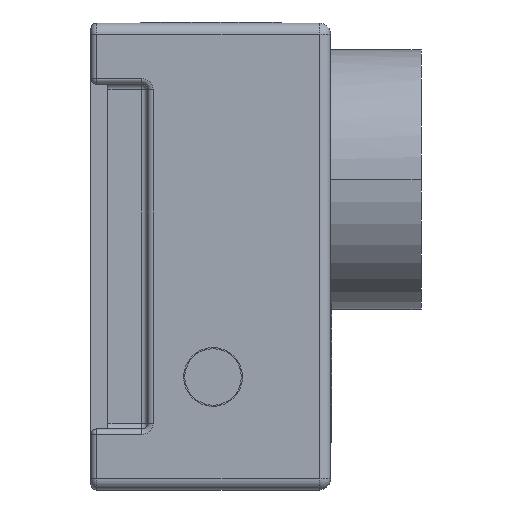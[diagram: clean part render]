
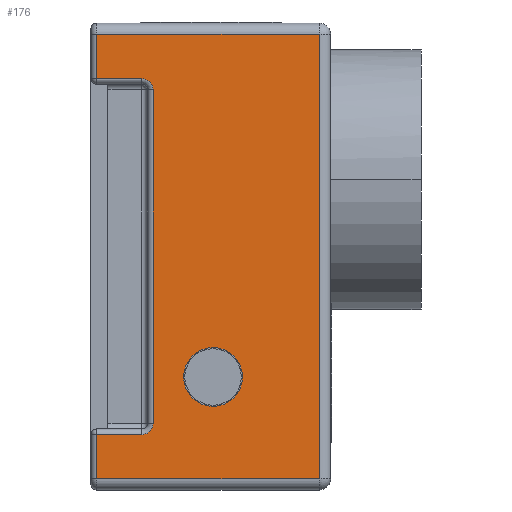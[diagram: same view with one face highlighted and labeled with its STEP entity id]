
A CAD part, front view. The second image highlights one B-rep face of the part: STEP entity #176.
In plain terms, the highlighted planar face has unit normal (0, -1, 0).
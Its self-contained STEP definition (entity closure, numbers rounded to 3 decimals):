
#52=CARTESIAN_POINT('Axis2P3D Location',(0.,0.,41.3)) ;
#76=CARTESIAN_POINT('Line Origine',(0.5,0.,2.95)) ;
#80=CARTESIAN_POINT('Vertex',(0.5,0.,4.9)) ;
#82=CARTESIAN_POINT('Vertex',(0.5,0.,1.)) ;
#85=CARTESIAN_POINT('Line Origine',(10.35,0.,1.)) ;
#89=CARTESIAN_POINT('Vertex',(20.2,0.,1.)) ;
#92=CARTESIAN_POINT('Line Origine',(20.2,0.,20.65)) ;
#96=CARTESIAN_POINT('Vertex',(20.2,0.,40.3)) ;
#99=CARTESIAN_POINT('Line Origine',(10.35,0.,40.3)) ;
#103=CARTESIAN_POINT('Vertex',(0.5,0.,40.3)) ;
#106=CARTESIAN_POINT('Line Origine',(0.5,0.,38.35)) ;
#110=CARTESIAN_POINT('Vertex',(0.5,0.,36.4)) ;
#113=CARTESIAN_POINT('Line Origine',(2.5,0.,36.4)) ;
#117=CARTESIAN_POINT('Vertex',(4.5,0.,36.4)) ;
#120=CARTESIAN_POINT('Axis2P3D Location',(4.5,0.,35.4)) ;
#124=CARTESIAN_POINT('Vertex',(5.5,0.,35.4)) ;
#127=CARTESIAN_POINT('Line Origine',(5.5,0.,20.65)) ;
#131=CARTESIAN_POINT('Vertex',(5.5,0.,5.9)) ;
#134=CARTESIAN_POINT('Axis2P3D Location',(4.5,0.,5.9)) ;
#138=CARTESIAN_POINT('Vertex',(4.5,0.,4.9)) ;
#141=CARTESIAN_POINT('Line Origine',(2.5,0.,4.9)) ;
#158=CARTESIAN_POINT('Axis2P3D Location',(10.8,0.,10.)) ;
#162=CARTESIAN_POINT('Vertex',(13.4,0.,10.)) ;
#164=CARTESIAN_POINT('Vertex',(8.2,0.,10.)) ;
#167=CARTESIAN_POINT('Axis2P3D Location',(10.8,0.,10.)) ;
#53=DIRECTION('Axis2P3D Direction',(0.,-1.,0.)) ;
#54=DIRECTION('Axis2P3D XDirection',(0.,0.,-1.)) ;
#77=DIRECTION('Vector Direction',(0.,0.,-1.)) ;
#86=DIRECTION('Vector Direction',(1.,0.,0.)) ;
#93=DIRECTION('Vector Direction',(0.,0.,1.)) ;
#100=DIRECTION('Vector Direction',(1.,0.,0.)) ;
#107=DIRECTION('Vector Direction',(0.,0.,-1.)) ;
#114=DIRECTION('Vector Direction',(1.,0.,0.)) ;
#121=DIRECTION('Axis2P3D Direction',(0.,-1.,0.)) ;
#128=DIRECTION('Vector Direction',(0.,0.,1.)) ;
#135=DIRECTION('Axis2P3D Direction',(0.,-1.,0.)) ;
#142=DIRECTION('Vector Direction',(-1.,0.,0.)) ;
#159=DIRECTION('Axis2P3D Direction',(0.,-1.,0.)) ;
#168=DIRECTION('Axis2P3D Direction',(0.,-1.,0.)) ;
#55=AXIS2_PLACEMENT_3D('Plane Axis2P3D',#52,#53,#54) ;
#122=AXIS2_PLACEMENT_3D('Circle Axis2P3D',#120,#121,$) ;
#136=AXIS2_PLACEMENT_3D('Circle Axis2P3D',#134,#135,$) ;
#160=AXIS2_PLACEMENT_3D('Circle Axis2P3D',#158,#159,$) ;
#169=AXIS2_PLACEMENT_3D('Circle Axis2P3D',#167,#168,$) ;
#147=ORIENTED_EDGE('',*,*,#84,.T.) ;
#148=ORIENTED_EDGE('',*,*,#91,.T.) ;
#149=ORIENTED_EDGE('',*,*,#98,.F.) ;
#150=ORIENTED_EDGE('',*,*,#105,.F.) ;
#151=ORIENTED_EDGE('',*,*,#112,.T.) ;
#152=ORIENTED_EDGE('',*,*,#119,.T.) ;
#153=ORIENTED_EDGE('',*,*,#126,.T.) ;
#154=ORIENTED_EDGE('',*,*,#133,.T.) ;
#155=ORIENTED_EDGE('',*,*,#140,.T.) ;
#156=ORIENTED_EDGE('',*,*,#145,.T.) ;
#173=ORIENTED_EDGE('',*,*,#166,.F.) ;
#174=ORIENTED_EDGE('',*,*,#171,.F.) ;
#175=FACE_BOUND('',#172,.T.) ;
#78=VECTOR('Line Direction',#77,1.) ;
#87=VECTOR('Line Direction',#86,1.) ;
#94=VECTOR('Line Direction',#93,1.) ;
#101=VECTOR('Line Direction',#100,1.) ;
#108=VECTOR('Line Direction',#107,1.) ;
#115=VECTOR('Line Direction',#114,1.) ;
#129=VECTOR('Line Direction',#128,1.) ;
#143=VECTOR('Line Direction',#142,1.) ;
#176=ADVANCED_FACE('PartBody',(#157,#175),#56,.T.) ;
#123=CIRCLE('generated circle',#122,1.) ;
#137=CIRCLE('generated circle',#136,1.) ;
#161=CIRCLE('generated circle',#160,2.6) ;
#170=CIRCLE('generated circle',#169,2.6) ;
#84=EDGE_CURVE('',#81,#83,#79,.T.) ;
#91=EDGE_CURVE('',#83,#90,#88,.T.) ;
#98=EDGE_CURVE('',#97,#90,#95,.F.) ;
#105=EDGE_CURVE('',#104,#97,#102,.T.) ;
#112=EDGE_CURVE('',#104,#111,#109,.T.) ;
#119=EDGE_CURVE('',#111,#118,#116,.T.) ;
#126=EDGE_CURVE('',#118,#125,#123,.F.) ;
#133=EDGE_CURVE('',#125,#132,#130,.F.) ;
#140=EDGE_CURVE('',#132,#139,#137,.F.) ;
#145=EDGE_CURVE('',#139,#81,#144,.T.) ;
#166=EDGE_CURVE('',#163,#165,#161,.T.) ;
#171=EDGE_CURVE('',#165,#163,#170,.T.) ;
#146=EDGE_LOOP('',(#147,#148,#149,#150,#151,#152,#153,#154,#155,#156)) ;
#172=EDGE_LOOP('',(#173,#174)) ;
#157=FACE_OUTER_BOUND('',#146,.T.) ;
#79=LINE('Line',#76,#78) ;
#88=LINE('Line',#85,#87) ;
#95=LINE('Line',#92,#94) ;
#102=LINE('Line',#99,#101) ;
#109=LINE('Line',#106,#108) ;
#116=LINE('Line',#113,#115) ;
#130=LINE('Line',#127,#129) ;
#144=LINE('Line',#141,#143) ;
#56=PLANE('Plane',#55) ;
#81=VERTEX_POINT('',#80) ;
#83=VERTEX_POINT('',#82) ;
#90=VERTEX_POINT('',#89) ;
#97=VERTEX_POINT('',#96) ;
#104=VERTEX_POINT('',#103) ;
#111=VERTEX_POINT('',#110) ;
#118=VERTEX_POINT('',#117) ;
#125=VERTEX_POINT('',#124) ;
#132=VERTEX_POINT('',#131) ;
#139=VERTEX_POINT('',#138) ;
#163=VERTEX_POINT('',#162) ;
#165=VERTEX_POINT('',#164) ;
